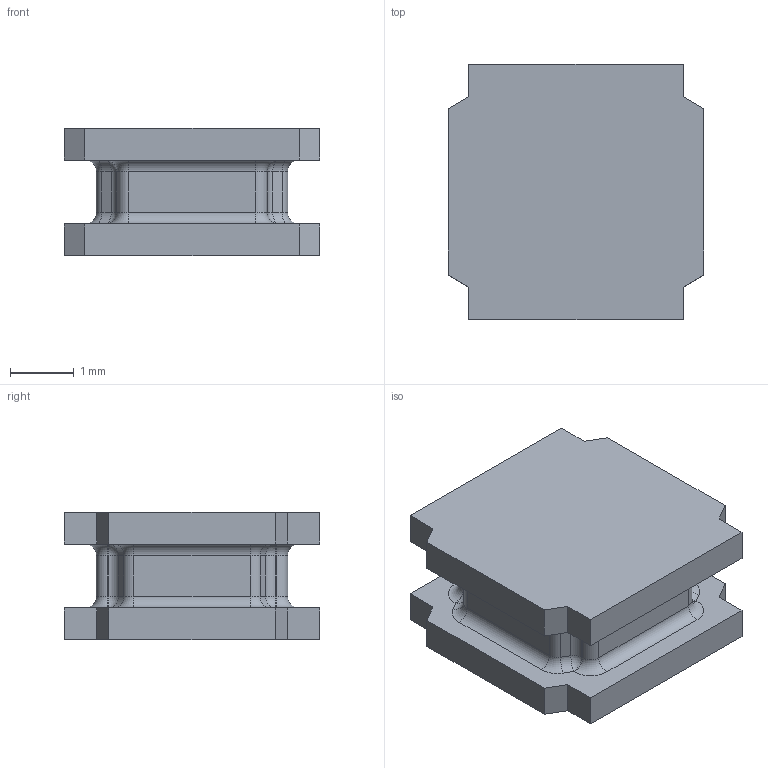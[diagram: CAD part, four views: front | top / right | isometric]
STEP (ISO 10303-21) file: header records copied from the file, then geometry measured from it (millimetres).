
FILE_DESCRIPTION(/* description */ (''),/* implementation_level */ '2;1');
FILE_NAME(/* name */ 'WPN4020H1R0MT.step',/* time_stamp */ '2023-01-11T14:24:50+01:00',/* author */ (''),/* organization */ (''),/* preprocessor_version */ 'ST-DEVELOPER v19.2',/* originating_system */ 'Autodesk Translation Framework v11.17.0.187',/* authorisation */ '');
FILE_SCHEMA (('AUTOMOTIVE_DESIGN { 1 0 10303 214 3 1 1 }'));
Length unit declared in the file: millimetre
Products named in the file (2): WPN4020H1R0MT; inductor
Assembly tree (1 placements, depth 2):
  WPN4020H1R0MT
    inductor
Bounding box: 4 x 4 x 2 mm (x, y, z)
Volume: 23.8 mm3; surface area: 68.7 mm2
Topology: 1 solids, 1 shells, 100 faces, 232 edges, 136 vertices
Faces by surface type: plane 40, cylinder 36, torus 16, sphere 8
Entity records: 2856 total; most frequent: DIRECTION 526, CARTESIAN_POINT 471, ORIENTED_EDGE 464, EDGE_CURVE 232, AXIS2_PLACEMENT_3D 191, LINE 144, VECTOR 144, VERTEX_POINT 136
